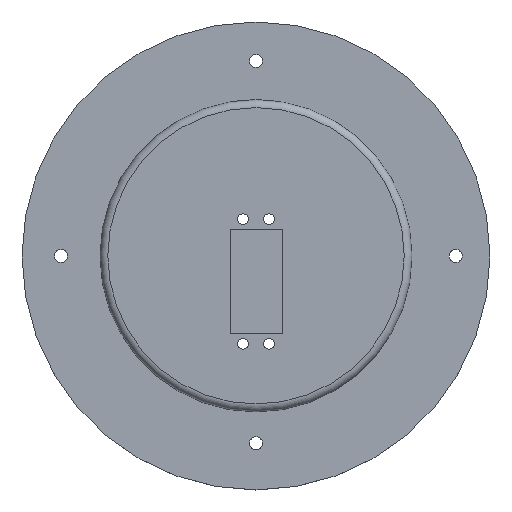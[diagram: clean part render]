
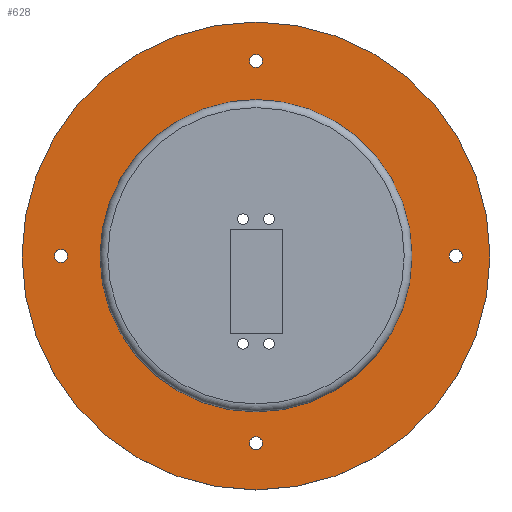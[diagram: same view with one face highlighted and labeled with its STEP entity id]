
A CAD part, top view. The second image highlights one B-rep face of the part: STEP entity #628.
In plain terms, the highlighted planar face has unit normal (0, 0, 1).
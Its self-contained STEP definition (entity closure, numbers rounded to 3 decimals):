
#31=PLANE('',#695);
#44=FACE_BOUND('',#256,.T.);
#45=FACE_BOUND('',#257,.T.);
#46=FACE_BOUND('',#258,.T.);
#47=FACE_BOUND('',#259,.T.);
#48=FACE_BOUND('',#260,.T.);
#214=FACE_OUTER_BOUND('',#255,.T.);
#255=EDGE_LOOP('',(#580));
#256=EDGE_LOOP('',(#581));
#257=EDGE_LOOP('',(#582));
#258=EDGE_LOOP('',(#583));
#259=EDGE_LOOP('',(#584));
#260=EDGE_LOOP('',(#585));
#271=CIRCLE('',#649,60.);
#276=CIRCLE('',#656,2.5);
#278=CIRCLE('',#659,2.5);
#280=CIRCLE('',#662,2.5);
#282=CIRCLE('',#665,2.5);
#289=CIRCLE('',#693,90.);
#293=VERTEX_POINT('',#872);
#304=VERTEX_POINT('',#932);
#306=VERTEX_POINT('',#938);
#308=VERTEX_POINT('',#944);
#310=VERTEX_POINT('',#950);
#345=VERTEX_POINT('',#1063);
#351=EDGE_CURVE('',#293,#293,#271,.T.);
#362=EDGE_CURVE('',#304,#304,#276,.T.);
#365=EDGE_CURVE('',#306,#306,#278,.T.);
#368=EDGE_CURVE('',#308,#308,#280,.T.);
#371=EDGE_CURVE('',#310,#310,#282,.T.);
#428=EDGE_CURVE('',#345,#345,#289,.T.);
#580=ORIENTED_EDGE('',*,*,#428,.T.);
#581=ORIENTED_EDGE('',*,*,#362,.T.);
#582=ORIENTED_EDGE('',*,*,#365,.T.);
#583=ORIENTED_EDGE('',*,*,#368,.T.);
#584=ORIENTED_EDGE('',*,*,#371,.T.);
#585=ORIENTED_EDGE('',*,*,#351,.T.);
#628=ADVANCED_FACE('',(#214,#44,#45,#46,#47,#48),#31,.T.);
#649=AXIS2_PLACEMENT_3D('',#874,#710,#711);
#656=AXIS2_PLACEMENT_3D('',#933,#728,#729);
#659=AXIS2_PLACEMENT_3D('',#939,#735,#736);
#662=AXIS2_PLACEMENT_3D('',#945,#742,#743);
#665=AXIS2_PLACEMENT_3D('',#951,#749,#750);
#693=AXIS2_PLACEMENT_3D('',#1064,#855,#856);
#695=AXIS2_PLACEMENT_3D('',#1068,#860,#861);
#710=DIRECTION('center_axis',(0.,0.,-1.));
#711=DIRECTION('ref_axis',(-1.,0.,0.));
#728=DIRECTION('center_axis',(0.,0.,-1.));
#729=DIRECTION('ref_axis',(-1.,0.,0.));
#735=DIRECTION('center_axis',(0.,0.,-1.));
#736=DIRECTION('ref_axis',(-1.,0.,0.));
#742=DIRECTION('center_axis',(0.,0.,-1.));
#743=DIRECTION('ref_axis',(-1.,0.,0.));
#749=DIRECTION('center_axis',(0.,0.,-1.));
#750=DIRECTION('ref_axis',(-1.,0.,0.));
#855=DIRECTION('center_axis',(0.,0.,1.));
#856=DIRECTION('ref_axis',(1.,0.,0.));
#860=DIRECTION('center_axis',(0.,0.,1.));
#861=DIRECTION('ref_axis',(1.,0.,0.));
#872=CARTESIAN_POINT('',(-60.,0.,10.));
#874=CARTESIAN_POINT('Origin',(0.,0.,10.));
#932=CARTESIAN_POINT('',(2.5,75.,10.));
#933=CARTESIAN_POINT('Origin',(0.,75.,10.));
#938=CARTESIAN_POINT('',(-72.5,0.,10.));
#939=CARTESIAN_POINT('Origin',(-75.,0.,10.));
#944=CARTESIAN_POINT('',(79.355,0.011,10.));
#945=CARTESIAN_POINT('Origin',(76.855,0.011,10.));
#950=CARTESIAN_POINT('',(2.5,-72.,10.));
#951=CARTESIAN_POINT('Origin',(0.,-72.,10.));
#1063=CARTESIAN_POINT('',(-90.,0.,10.));
#1064=CARTESIAN_POINT('Origin',(0.,0.,10.));
#1068=CARTESIAN_POINT('Origin',(0.,0.,10.));
